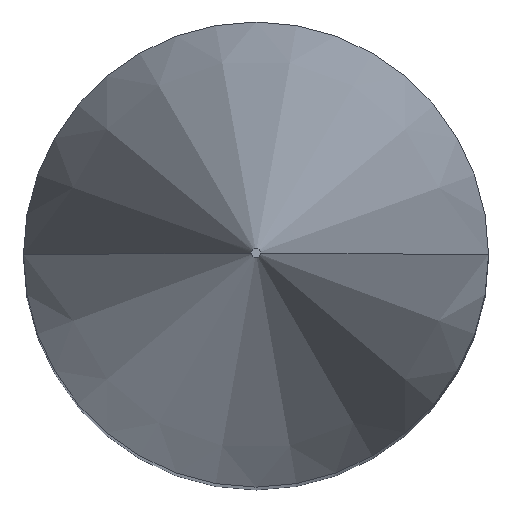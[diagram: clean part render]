
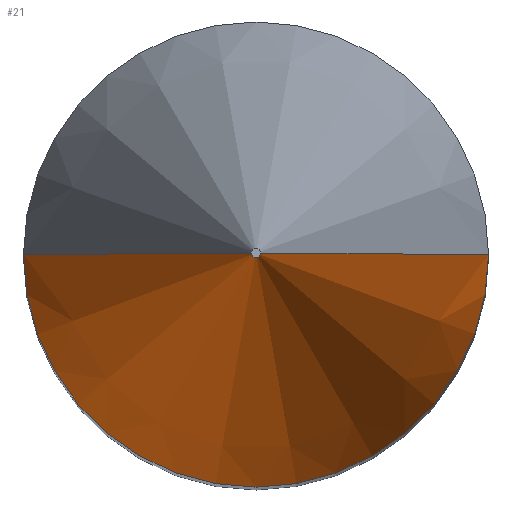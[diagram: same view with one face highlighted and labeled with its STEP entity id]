
A CAD part, top view. The second image highlights one B-rep face of the part: STEP entity #21.
In plain terms, the highlighted conical face has half-angle 15 degrees and reference radius 0.1 mm.
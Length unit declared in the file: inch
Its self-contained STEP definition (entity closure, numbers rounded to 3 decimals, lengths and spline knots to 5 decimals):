
#1 = CARTESIAN_POINT ( 'NONE',  ( -0.00394, 0., 2.83465 ) ) ;
#3 = CONICAL_SURFACE ( 'NONE', #143, 0.00394, 0.262 ) ;
#6 = DIRECTION ( 'NONE',  ( -0.259, 0., -0.966 ) ) ;
#12 = DIRECTION ( 'NONE',  ( 0.259, 0., -0.966 ) ) ;
#14 = ORIENTED_EDGE ( 'NONE', *, *, #243, .T. ) ;
#16 = ORIENTED_EDGE ( 'NONE', *, *, #118, .T. ) ;
#21 = ADVANCED_FACE ( 'NONE', ( #214 ), #3, .T. ) ;
#24 = EDGE_CURVE ( 'NONE', #77, #147, #220, .T. ) ;
#33 = EDGE_LOOP ( 'NONE', ( #14, #16, #249, #185 ) ) ;
#36 = VERTEX_POINT ( 'NONE', #85 ) ;
#37 = AXIS2_PLACEMENT_3D ( 'NONE', #60, #160, #194 ) ;
#42 = DIRECTION ( 'NONE',  ( 0., 0., -1. ) ) ;
#43 = CARTESIAN_POINT ( 'NONE',  ( -0.00394, 0., 2.83465 ) ) ;
#60 = CARTESIAN_POINT ( 'NONE',  ( 0., 0., 2.11468 ) ) ;
#62 = CIRCLE ( 'NONE', #79, 0.00394 ) ;
#64 = CARTESIAN_POINT ( 'NONE',  ( 0., 0., 2.83465 ) ) ;
#77 = VERTEX_POINT ( 'NONE', #120 ) ;
#78 = DIRECTION ( 'NONE',  ( 1., 0., 0. ) ) ;
#79 = AXIS2_PLACEMENT_3D ( 'NONE', #111, #127, #186 ) ;
#83 = LINE ( 'NONE', #1, #174 ) ;
#85 = CARTESIAN_POINT ( 'NONE',  ( 0.00394, 0., 2.83465 ) ) ;
#111 = CARTESIAN_POINT ( 'NONE',  ( 0., 0., 2.83465 ) ) ;
#118 = EDGE_CURVE ( 'NONE', #154, #147, #83, .T. ) ;
#120 = CARTESIAN_POINT ( 'NONE',  ( 0.19685, 0., 2.11468 ) ) ;
#127 = DIRECTION ( 'NONE',  ( 0., 0., -1. ) ) ;
#142 = LINE ( 'NONE', #221, #164 ) ;
#143 = AXIS2_PLACEMENT_3D ( 'NONE', #64, #42, #78 ) ;
#147 = VERTEX_POINT ( 'NONE', #196 ) ;
#154 = VERTEX_POINT ( 'NONE', #43 ) ;
#160 = DIRECTION ( 'NONE',  ( 0., 0., -1. ) ) ;
#164 = VECTOR ( 'NONE', #12, 39.37008 ) ;
#174 = VECTOR ( 'NONE', #6, 39.37008 ) ;
#185 = ORIENTED_EDGE ( 'NONE', *, *, #215, .F. ) ;
#186 = DIRECTION ( 'NONE',  ( -1., 0., 0. ) ) ;
#194 = DIRECTION ( 'NONE',  ( -1., 0., 0. ) ) ;
#196 = CARTESIAN_POINT ( 'NONE',  ( -0.19685, 0., 2.11468 ) ) ;
#214 = FACE_OUTER_BOUND ( 'NONE', #33, .T. ) ;
#215 = EDGE_CURVE ( 'NONE', #36, #77, #142, .T. ) ;
#220 = CIRCLE ( 'NONE', #37, 0.19685 ) ;
#221 = CARTESIAN_POINT ( 'NONE',  ( 0.00394, 0., 2.83465 ) ) ;
#243 = EDGE_CURVE ( 'NONE', #36, #154, #62, .T. ) ;
#249 = ORIENTED_EDGE ( 'NONE', *, *, #24, .F. ) ;
